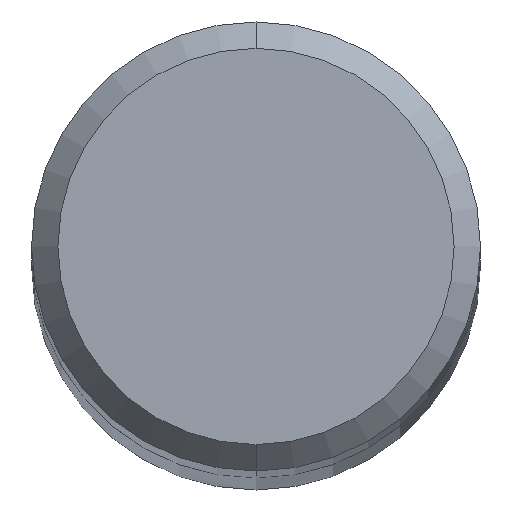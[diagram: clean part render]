
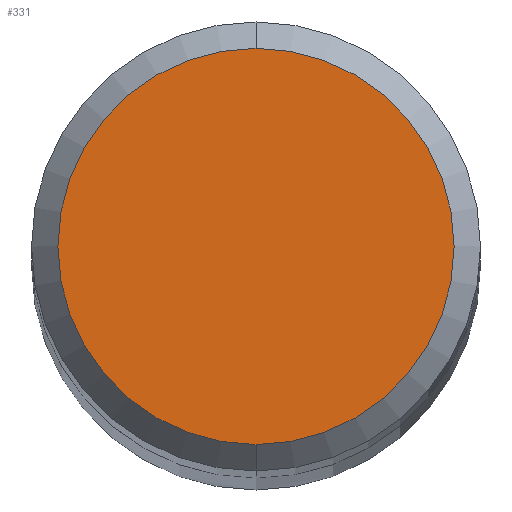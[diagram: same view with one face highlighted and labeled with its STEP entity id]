
A CAD part, top view. The second image highlights one B-rep face of the part: STEP entity #331.
In plain terms, the highlighted planar face has unit normal (0, 0, 1).
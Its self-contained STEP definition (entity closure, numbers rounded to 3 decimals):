
#165=EDGE_CURVE('',#283,#191,#425,.T.);
#191=VERTEX_POINT('',#456);
#195=EDGE_CURVE('',#191,#283,#460,.T.);
#283=VERTEX_POINT('',#554);
#331=ADVANCED_FACE('',(#607),#608,.T.);
#425=CIRCLE('',#701,4.5);
#456=CARTESIAN_POINT('',(0.,-4.5,88.0));
#460=CIRCLE('',#758,4.5);
#554=CARTESIAN_POINT('',(0.0,4.5,88.0));
#607=FACE_OUTER_BOUND('',#1118,.T.);
#608=PLANE('',#1119);
#701=AXIS2_PLACEMENT_3D('',#1289,#1290,#1291);
#758=AXIS2_PLACEMENT_3D('',#1340,#1341,#1342);
#1118=EDGE_LOOP('',(#1491,#1492));
#1119=AXIS2_PLACEMENT_3D('',#1493,#1494,#1495);
#1289=CARTESIAN_POINT('',(0.0,0.0,88.0));
#1290=DIRECTION('',(0.0,0.0,-1.0));
#1291=DIRECTION('',(0.0,1.0,0.0));
#1340=CARTESIAN_POINT('',(0.0,0.0,88.0));
#1341=DIRECTION('',(0.0,0.0,-1.0));
#1342=DIRECTION('',(0.0,1.0,0.0));
#1491=ORIENTED_EDGE('',*,*,#165,.F.);
#1492=ORIENTED_EDGE('',*,*,#195,.F.);
#1493=CARTESIAN_POINT('',(0.0,2.25,88.0));
#1494=DIRECTION('',(0.0,0.0,1.0));
#1495=DIRECTION('',(0.0,-1.0,0.0));
